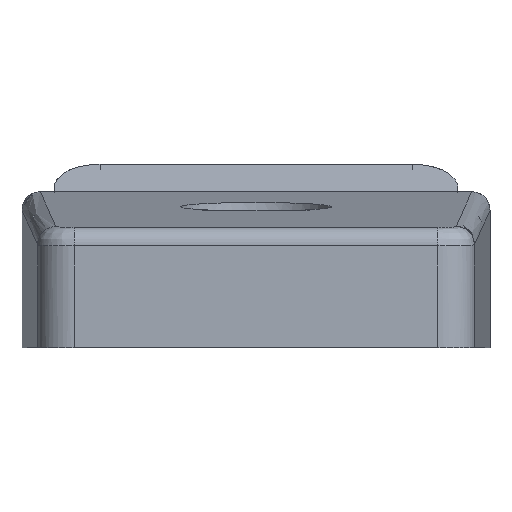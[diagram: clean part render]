
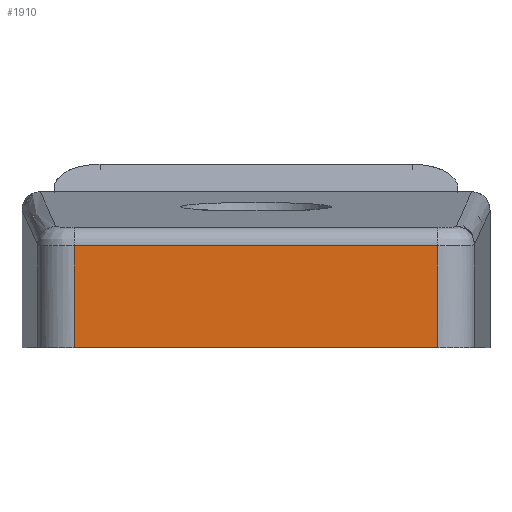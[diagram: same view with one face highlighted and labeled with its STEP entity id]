
A CAD part, left-side view. The second image highlights one B-rep face of the part: STEP entity #1910.
In plain terms, the highlighted free-form (B-spline) face has degree [1, 1] with [2, 2] control points.
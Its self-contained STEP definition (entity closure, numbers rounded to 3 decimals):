
#1192=CARTESIAN_POINT('',(97.,9.906,5.555));
#1193=VERTEX_POINT('',#1192);
#1253=CARTESIAN_POINT('',(97.,-9.906,5.555));
#1254=VERTEX_POINT('',#1253);
#1268=CARTESIAN_POINT('',(97.,9.906,5.555));
#1269=CARTESIAN_POINT('',(97.,-9.906,5.555));
#1270=QUASI_UNIFORM_CURVE('',1,(#1268,#1269),.UNSPECIFIED.,.F.,.U.);
#1271=EDGE_CURVE('',#1193,#1254,#1270,.T.);
#1750=CARTESIAN_POINT('',(97.,9.906,0.0));
#1751=VERTEX_POINT('',#1750);
#1765=CARTESIAN_POINT('',(97.,-9.906,0.0));
#1766=VERTEX_POINT('',#1765);
#1767=CARTESIAN_POINT('',(97.,9.906,0.0));
#1768=CARTESIAN_POINT('',(97.,-9.906,0.0));
#1769=QUASI_UNIFORM_CURVE('',1,(#1767,#1768),.UNSPECIFIED.,.F.,.U.);
#1770=EDGE_CURVE('',#1751,#1766,#1769,.T.);
#1884=CARTESIAN_POINT('',(97.,-9.906,5.555));
#1885=CARTESIAN_POINT('',(97.,-9.906,0.0));
#1886=QUASI_UNIFORM_CURVE('',1,(#1884,#1885),.UNSPECIFIED.,.F.,.U.);
#1887=EDGE_CURVE('',#1254,#1766,#1886,.T.);
#1895=CARTESIAN_POINT('',(97.,-10.895,-0.277));
#1896=CARTESIAN_POINT('',(97.,10.895,-0.277));
#1897=CARTESIAN_POINT('',(97.,-10.895,5.832));
#1898=CARTESIAN_POINT('',(97.,10.895,5.832));
#1899=B_SPLINE_SURFACE_WITH_KNOTS('',1,1,((#1895,#1897),(#1896,#1898)),.UNSPECIFIED.,.F.,.F.,.U.,(2,2),(2,2),(0.0,21.79),(0.0,6.11),.UNSPECIFIED.);
#1900=CARTESIAN_POINT('',(97.,9.906,5.555));
#1901=CARTESIAN_POINT('',(97.,9.906,0.0));
#1902=QUASI_UNIFORM_CURVE('',1,(#1900,#1901),.UNSPECIFIED.,.F.,.U.);
#1903=EDGE_CURVE('',#1193,#1751,#1902,.T.);
#1904=ORIENTED_EDGE('',*,*,#1903,.F.);
#1905=ORIENTED_EDGE('',*,*,#1271,.T.);
#1906=ORIENTED_EDGE('',*,*,#1887,.T.);
#1907=ORIENTED_EDGE('',*,*,#1770,.F.);
#1908=EDGE_LOOP('',(#1904,#1905,#1906,#1907));
#1909=FACE_OUTER_BOUND('',#1908,.T.);
#1910=ADVANCED_FACE('',(#1909),#1899,.T.);
